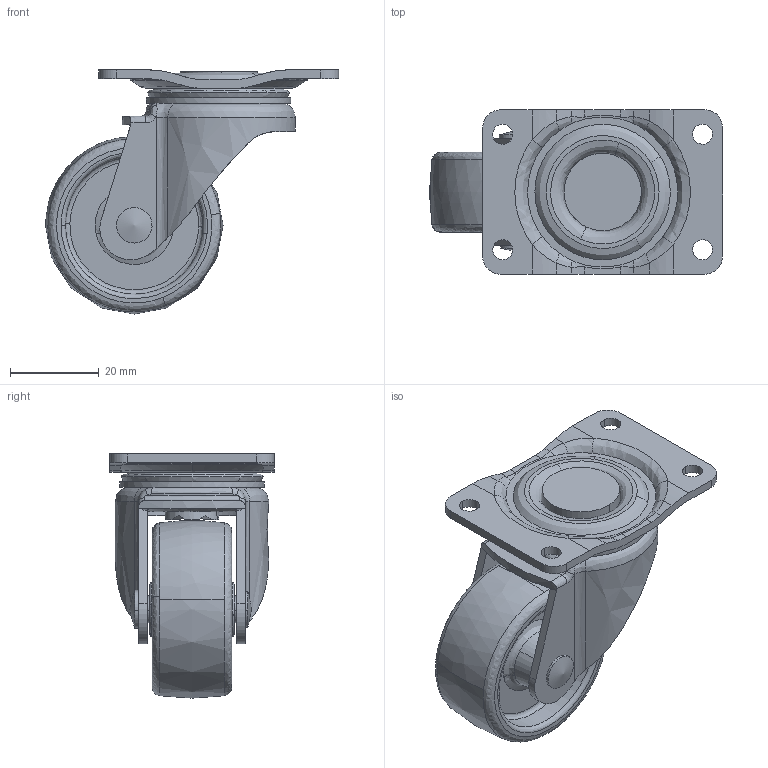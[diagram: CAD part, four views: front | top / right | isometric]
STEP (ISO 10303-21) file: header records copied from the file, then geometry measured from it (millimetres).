
FILE_DESCRIPTION((''),'2;1');
FILE_NAME('','2005-12-16T11:43:12',(''),(''),'','CADfix','');
FILE_SCHEMA(('AUTOMOTIVE_DESIGN'));
Length unit declared in the file: millimetre
Products named in the file (6): wheel; mounting plate; main shaft; body; axle; No_102_N_17720_36
Assembly tree (5 placements, depth 2):
  No_102_N_17720_36
    wheel
    mounting plate
    main shaft
    body
    axle
Bounding box: 66 x 37 x 55 mm (x, y, z)
Volume: 29318.4 mm3; surface area: 18851.2 mm2
Topology: 5 solids, 5 shells, 271 faces, 792 edges, 539 vertices
Faces by surface type: bspline 271
Entity records: 12522 total; most frequent: CARTESIAN_POINT 8223, ORIENTED_EDGE 1576, EDGE_CURVE 788, VERTEX_POINT 539, EDGE_LOOP 301, FACE_OUTER_BOUND 271, ADVANCED_FACE 271, QUASI_UNIFORM_CURVE 186
